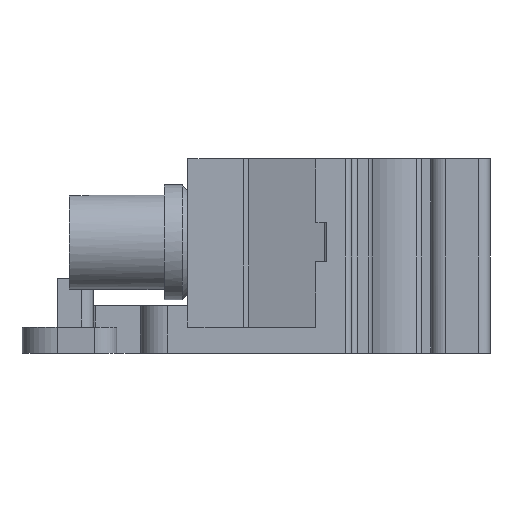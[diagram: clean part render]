
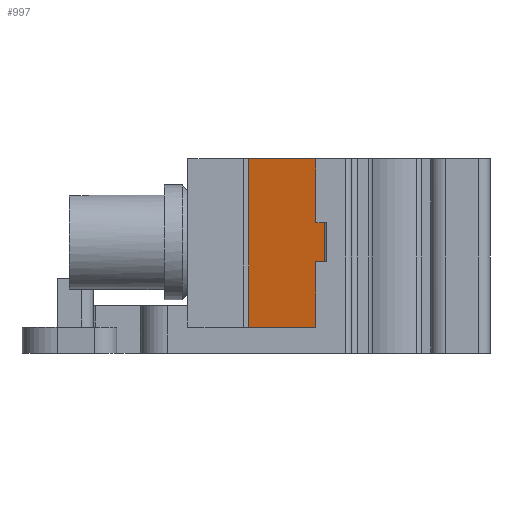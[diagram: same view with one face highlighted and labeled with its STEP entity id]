
A CAD part, left-side view. The second image highlights one B-rep face of the part: STEP entity #997.
In plain terms, the highlighted planar face has unit normal (-0.973, 0.232, 0).
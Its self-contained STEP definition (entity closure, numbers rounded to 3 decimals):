
#997 = ADVANCED_FACE( '', ( #2018 ), #2019, .T. );
#2018 = FACE_OUTER_BOUND( '', #3243, .T. );
#2019 = PLANE( '', #3244 );
#3243 = EDGE_LOOP( '', ( #5695, #5696, #5697, #5698 ) );
#3244 = AXIS2_PLACEMENT_3D( '', #5699, #5700, #5701 );
#5695 = ORIENTED_EDGE( '', *, *, #6646, .T. );
#5696 = ORIENTED_EDGE( '', *, *, #6319, .T. );
#5697 = ORIENTED_EDGE( '', *, *, #6451, .T. );
#5698 = ORIENTED_EDGE( '', *, *, #6083, .T. );
#5699 = CARTESIAN_POINT( '', ( 3946.915, 3272.761, 0.1 ) );
#5700 = DIRECTION( '', ( -0.973, 0.232, 0. ) );
#5701 = DIRECTION( '', ( 0.232, 0.973, 0. ) );
#6083 = EDGE_CURVE( '', #7305, #7303, #7306, .F. );
#6319 = EDGE_CURVE( '', #7672, #7670, #7673, .T. );
#6451 = EDGE_CURVE( '', #7670, #7305, #7857, .T. );
#6646 = EDGE_CURVE( '', #7303, #7672, #8099, .F. );
#7303 = VERTEX_POINT( '', #9019 );
#7305 = VERTEX_POINT( '', #9021 );
#7306 = LINE( '', #9022, #9023 );
#7670 = VERTEX_POINT( '', #9515 );
#7672 = VERTEX_POINT( '', #9518 );
#7673 = LINE( '', #9519, #9520 );
#7857 = LINE( '', #9772, #9773 );
#8099 = LINE( '', #10098, #10099 );
#9019 = CARTESIAN_POINT( '', ( 3946.939, 3272.858, -14.3 ) );
#9021 = CARTESIAN_POINT( '', ( 3948.465, 3279.251, -14.3 ) );
#9022 = CARTESIAN_POINT( '', ( 3946.915, 3272.761, -14.3 ) );
#9023 = VECTOR( '', #10641, 1000. );
#9515 = CARTESIAN_POINT( '', ( 3948.465, 3279.251, -0.1 ) );
#9518 = CARTESIAN_POINT( '', ( 3946.939, 3272.858, -0.1 ) );
#9519 = CARTESIAN_POINT( '', ( 3946.915, 3272.761, -0.1 ) );
#9520 = VECTOR( '', #10948, 1000. );
#9772 = CARTESIAN_POINT( '', ( 3948.465, 3279.251, -0.1 ) );
#9773 = VECTOR( '', #11107, 1000. );
#10098 = CARTESIAN_POINT( '', ( 3946.939, 3272.858, 0.1 ) );
#10099 = VECTOR( '', #11302, 1000. );
#10641 = DIRECTION( '', ( 0.232, 0.973, 0. ) );
#10948 = DIRECTION( '', ( 0.232, 0.973, 0. ) );
#11107 = DIRECTION( '', ( 0., 0., -1. ) );
#11302 = DIRECTION( '', ( 0., 0., -1. ) );
